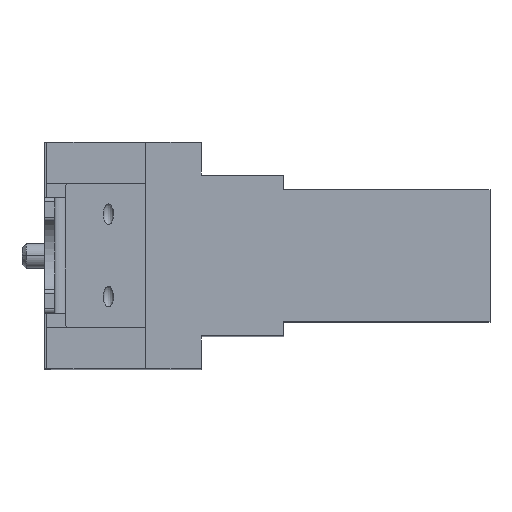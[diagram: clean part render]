
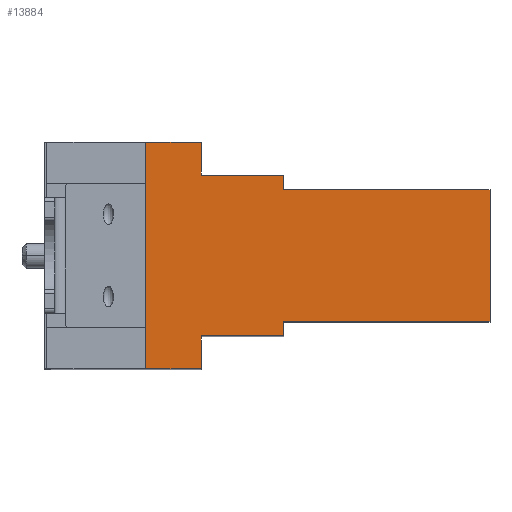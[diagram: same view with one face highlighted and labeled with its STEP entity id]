
A CAD part, top view. The second image highlights one B-rep face of the part: STEP entity #13884.
In plain terms, the highlighted planar face has unit normal (0, 0, 1).
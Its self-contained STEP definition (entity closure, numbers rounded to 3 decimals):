
#233=DIRECTION('',(1.,0.,0.));
#234=VECTOR('',#233,2.);
#235=CARTESIAN_POINT('',(-1.625,1.95,13.1));
#236=LINE('',#235,#234);
#241=DIRECTION('',(0.,-1.,0.));
#242=VECTOR('',#241,0.8);
#243=CARTESIAN_POINT('',(-1.625,2.75,13.1));
#244=LINE('',#243,#242);
#1353=DIRECTION('',(1.,0.,0.));
#1354=VECTOR('',#1353,5.);
#1355=CARTESIAN_POINT('',(0.375,1.6,13.1));
#1356=LINE('',#1355,#1354);
#1361=DIRECTION('',(0.,1.,0.));
#1362=VECTOR('',#1361,3.2);
#1363=CARTESIAN_POINT('',(5.375,-1.6,13.1));
#1364=LINE('',#1363,#1362);
#1365=DIRECTION('',(0.,1.,0.));
#1366=VECTOR('',#1365,0.35);
#1367=CARTESIAN_POINT('',(0.375,-1.95,13.1));
#1368=LINE('',#1367,#1366);
#1369=DIRECTION('',(1.,0.,0.));
#1370=VECTOR('',#1369,2.);
#1371=CARTESIAN_POINT('',(-1.625,-1.95,13.1));
#1372=LINE('',#1371,#1370);
#1373=DIRECTION('',(0.,1.,0.));
#1374=VECTOR('',#1373,0.8);
#1375=CARTESIAN_POINT('',(-1.625,-2.75,13.1));
#1376=LINE('',#1375,#1374);
#1377=DIRECTION('',(1.,0.,0.));
#1378=VECTOR('',#1377,1.35);
#1379=CARTESIAN_POINT('',(-2.975,-2.75,13.1));
#1380=LINE('',#1379,#1378);
#1381=DIRECTION('',(0.,-1.,0.));
#1382=VECTOR('',#1381,5.5);
#1383=CARTESIAN_POINT('',(-2.975,2.75,13.1));
#1384=LINE('',#1383,#1382);
#1385=DIRECTION('',(-1.,0.,0.));
#1386=VECTOR('',#1385,1.35);
#1387=CARTESIAN_POINT('',(-1.625,2.75,13.1));
#1388=LINE('',#1387,#1386);
#1389=DIRECTION('',(0.,1.,0.));
#1390=VECTOR('',#1389,0.35);
#1391=CARTESIAN_POINT('',(0.375,1.6,13.1));
#1392=LINE('',#1391,#1390);
#1397=DIRECTION('',(1.,0.,0.));
#1398=VECTOR('',#1397,5.);
#1399=CARTESIAN_POINT('',(0.375,-1.6,13.1));
#1400=LINE('',#1399,#1398);
#8843=CARTESIAN_POINT('',(-1.625,2.75,13.1));
#8844=CARTESIAN_POINT('',(-2.975,2.75,13.1));
#8845=VERTEX_POINT('',#8843);
#8846=VERTEX_POINT('',#8844);
#9282=CARTESIAN_POINT('',(-2.975,-2.75,13.1));
#9283=VERTEX_POINT('',#9282);
#9352=CARTESIAN_POINT('',(-1.625,-2.75,13.1));
#9353=VERTEX_POINT('',#9352);
#9664=CARTESIAN_POINT('',(0.375,1.6,13.1));
#9665=VERTEX_POINT('',#9664);
#9666=CARTESIAN_POINT('',(0.375,1.95,13.1));
#9667=VERTEX_POINT('',#9666);
#9736=CARTESIAN_POINT('',(5.375,-1.6,13.1));
#9737=VERTEX_POINT('',#9736);
#9738=CARTESIAN_POINT('',(5.375,1.6,13.1));
#9739=VERTEX_POINT('',#9738);
#9800=CARTESIAN_POINT('',(0.375,-1.95,13.1));
#9801=CARTESIAN_POINT('',(0.375,-1.6,13.1));
#9802=VERTEX_POINT('',#9800);
#9803=VERTEX_POINT('',#9801);
#9864=CARTESIAN_POINT('',(-1.625,-1.95,13.1));
#9865=VERTEX_POINT('',#9864);
#9866=CARTESIAN_POINT('',(-1.625,1.95,13.1));
#9867=VERTEX_POINT('',#9866);
#13859=CARTESIAN_POINT('',(1.2,0.,13.1));
#13860=DIRECTION('',(0.,0.,1.));
#13861=DIRECTION('',(0.,1.,0.));
#13862=AXIS2_PLACEMENT_3D('',#13859,#13860,#13861);
#13863=PLANE('',#13862);
#13864=ORIENTED_EDGE('',*,*,#13853,.T.);
#13865=ORIENTED_EDGE('',*,*,#12715,.F.);
#13867=ORIENTED_EDGE('',*,*,#13866,.F.);
#13869=ORIENTED_EDGE('',*,*,#13868,.F.);
#13871=ORIENTED_EDGE('',*,*,#13870,.F.);
#13873=ORIENTED_EDGE('',*,*,#13872,.F.);
#13875=ORIENTED_EDGE('',*,*,#13874,.F.);
#13877=ORIENTED_EDGE('',*,*,#13876,.F.);
#13878=ORIENTED_EDGE('',*,*,#11664,.F.);
#13879=ORIENTED_EDGE('',*,*,#12454,.T.);
#13880=ORIENTED_EDGE('',*,*,#12440,.T.);
#13881=ORIENTED_EDGE('',*,*,#12425,.F.);
#13882=EDGE_LOOP('',(#13864,#13865,#13867,#13869,#13871,#13873,#13875,#13877,
#13878,#13879,#13880,#13881));
#13883=FACE_OUTER_BOUND('',#13882,.F.);
#11664=EDGE_CURVE('',#8845,#8846,#1388,.T.);
#12425=EDGE_CURVE('',#9665,#9667,#1392,.T.);
#12440=EDGE_CURVE('',#9867,#9667,#236,.T.);
#12454=EDGE_CURVE('',#8845,#9867,#244,.T.);
#12715=EDGE_CURVE('',#9737,#9739,#1364,.T.);
#13853=EDGE_CURVE('',#9665,#9739,#1356,.T.);
#13866=EDGE_CURVE('',#9803,#9737,#1400,.T.);
#13868=EDGE_CURVE('',#9802,#9803,#1368,.T.);
#13870=EDGE_CURVE('',#9865,#9802,#1372,.T.);
#13872=EDGE_CURVE('',#9353,#9865,#1376,.T.);
#13874=EDGE_CURVE('',#9283,#9353,#1380,.T.);
#13876=EDGE_CURVE('',#8846,#9283,#1384,.T.);
#13884=ADVANCED_FACE('',(#13883),#13863,.T.);
